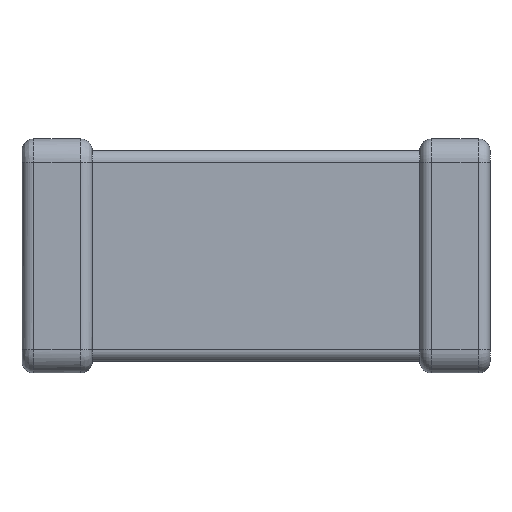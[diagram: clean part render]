
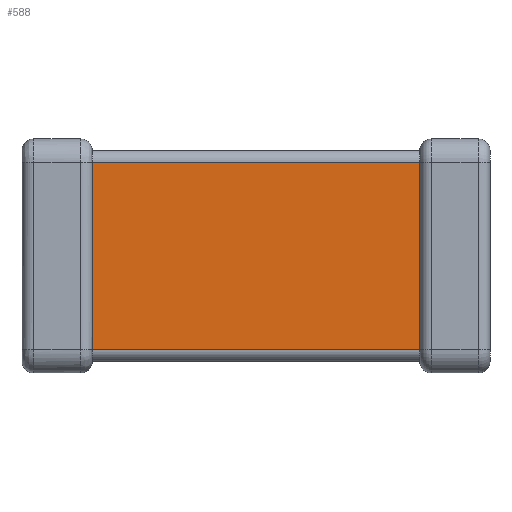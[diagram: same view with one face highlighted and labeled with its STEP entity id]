
A CAD part, front view. The second image highlights one B-rep face of the part: STEP entity #588.
In plain terms, the highlighted planar face has unit normal (0, -1, 0).
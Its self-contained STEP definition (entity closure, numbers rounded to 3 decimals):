
#66 = PLANE('',#67);
#67 = AXIS2_PLACEMENT_3D('',#68,#69,#70);
#68 = CARTESIAN_POINT('',(-0.21,-0.135,0.));
#69 = DIRECTION('',(-1.,0.,0.));
#70 = DIRECTION('',(0.,1.,0.));
#122 = PLANE('',#123);
#123 = AXIS2_PLACEMENT_3D('',#124,#125,#126);
#124 = CARTESIAN_POINT('',(0.21,0.135,0.));
#125 = DIRECTION('',(1.,0.,0.));
#126 = DIRECTION('',(0.,-1.,0.));
#163 = EDGE_CURVE('',#164,#166,#168,.T.);
#164 = VERTEX_POINT('',#165);
#165 = CARTESIAN_POINT('',(-0.21,-0.135,0.015));
#166 = VERTEX_POINT('',#167);
#167 = CARTESIAN_POINT('',(-0.21,-0.135,0.255));
#168 = SURFACE_CURVE('',#169,(#173,#180),.PCURVE_S1.);
#169 = LINE('',#170,#171);
#170 = CARTESIAN_POINT('',(-0.21,-0.135,0.));
#171 = VECTOR('',#172,1.);
#172 = DIRECTION('',(0.,0.,1.));
#173 = PCURVE('',#66,#174);
#174 = DEFINITIONAL_REPRESENTATION('',(#175),#179);
#175 = LINE('',#176,#177);
#176 = CARTESIAN_POINT('',(0.,0.));
#177 = VECTOR('',#178,1.);
#178 = DIRECTION('',(0.,-1.));
#179 = ( GEOMETRIC_REPRESENTATION_CONTEXT(2) 
PARAMETRIC_REPRESENTATION_CONTEXT() REPRESENTATION_CONTEXT('2D SPACE',''
  ) );
#180 = PCURVE('',#181,#186);
#181 = PLANE('',#182);
#182 = AXIS2_PLACEMENT_3D('',#183,#184,#185);
#183 = CARTESIAN_POINT('',(0.21,-0.135,0.));
#184 = DIRECTION('',(0.,-1.,0.));
#185 = DIRECTION('',(-1.,0.,0.));
#186 = DEFINITIONAL_REPRESENTATION('',(#187),#191);
#187 = LINE('',#188,#189);
#188 = CARTESIAN_POINT('',(0.42,0.));
#189 = VECTOR('',#190,1.);
#190 = DIRECTION('',(0.,-1.));
#191 = ( GEOMETRIC_REPRESENTATION_CONTEXT(2) 
PARAMETRIC_REPRESENTATION_CONTEXT() REPRESENTATION_CONTEXT('2D SPACE',''
  ) );
#210 = CYLINDRICAL_SURFACE('',#211,0.015);
#211 = AXIS2_PLACEMENT_3D('',#212,#213,#214);
#212 = CARTESIAN_POINT('',(0.21,-0.12,0.255));
#213 = DIRECTION('',(-1.,0.,0.));
#214 = DIRECTION('',(0.,-1.,0.));
#348 = CYLINDRICAL_SURFACE('',#349,0.015);
#349 = AXIS2_PLACEMENT_3D('',#350,#351,#352);
#350 = CARTESIAN_POINT('',(0.21,-0.12,0.015));
#351 = DIRECTION('',(-1.,0.,0.));
#352 = DIRECTION('',(0.,-1.,0.));
#493 = VERTEX_POINT('',#494);
#494 = CARTESIAN_POINT('',(0.21,-0.135,0.255));
#520 = EDGE_CURVE('',#521,#493,#523,.T.);
#521 = VERTEX_POINT('',#522);
#522 = CARTESIAN_POINT('',(0.21,-0.135,0.015));
#523 = SURFACE_CURVE('',#524,(#528,#535),.PCURVE_S1.);
#524 = LINE('',#525,#526);
#525 = CARTESIAN_POINT('',(0.21,-0.135,0.));
#526 = VECTOR('',#527,1.);
#527 = DIRECTION('',(0.,0.,1.));
#528 = PCURVE('',#122,#529);
#529 = DEFINITIONAL_REPRESENTATION('',(#530),#534);
#530 = LINE('',#531,#532);
#531 = CARTESIAN_POINT('',(0.27,0.));
#532 = VECTOR('',#533,1.);
#533 = DIRECTION('',(0.,-1.));
#534 = ( GEOMETRIC_REPRESENTATION_CONTEXT(2) 
PARAMETRIC_REPRESENTATION_CONTEXT() REPRESENTATION_CONTEXT('2D SPACE',''
  ) );
#535 = PCURVE('',#181,#536);
#536 = DEFINITIONAL_REPRESENTATION('',(#537),#541);
#537 = LINE('',#538,#539);
#538 = CARTESIAN_POINT('',(0.,-0.));
#539 = VECTOR('',#540,1.);
#540 = DIRECTION('',(0.,-1.));
#541 = ( GEOMETRIC_REPRESENTATION_CONTEXT(2) 
PARAMETRIC_REPRESENTATION_CONTEXT() REPRESENTATION_CONTEXT('2D SPACE',''
  ) );
#588 = ADVANCED_FACE('',(#589),#181,.T.);
#589 = FACE_BOUND('',#590,.T.);
#590 = EDGE_LOOP('',(#591,#592,#613,#614));
#591 = ORIENTED_EDGE('',*,*,#520,.T.);
#592 = ORIENTED_EDGE('',*,*,#593,.T.);
#593 = EDGE_CURVE('',#493,#166,#594,.T.);
#594 = SURFACE_CURVE('',#595,(#599,#606),.PCURVE_S1.);
#595 = LINE('',#596,#597);
#596 = CARTESIAN_POINT('',(0.21,-0.135,0.255));
#597 = VECTOR('',#598,1.);
#598 = DIRECTION('',(-1.,0.,0.));
#599 = PCURVE('',#181,#600);
#600 = DEFINITIONAL_REPRESENTATION('',(#601),#605);
#601 = LINE('',#602,#603);
#602 = CARTESIAN_POINT('',(0.,-0.255));
#603 = VECTOR('',#604,1.);
#604 = DIRECTION('',(1.,0.));
#605 = ( GEOMETRIC_REPRESENTATION_CONTEXT(2) 
PARAMETRIC_REPRESENTATION_CONTEXT() REPRESENTATION_CONTEXT('2D SPACE',''
  ) );
#606 = PCURVE('',#210,#607);
#607 = DEFINITIONAL_REPRESENTATION('',(#608),#612);
#608 = LINE('',#609,#610);
#609 = CARTESIAN_POINT('',(0.,0.));
#610 = VECTOR('',#611,1.);
#611 = DIRECTION('',(0.,1.));
#612 = ( GEOMETRIC_REPRESENTATION_CONTEXT(2) 
PARAMETRIC_REPRESENTATION_CONTEXT() REPRESENTATION_CONTEXT('2D SPACE',''
  ) );
#613 = ORIENTED_EDGE('',*,*,#163,.F.);
#614 = ORIENTED_EDGE('',*,*,#615,.F.);
#615 = EDGE_CURVE('',#521,#164,#616,.T.);
#616 = SURFACE_CURVE('',#617,(#621,#628),.PCURVE_S1.);
#617 = LINE('',#618,#619);
#618 = CARTESIAN_POINT('',(0.21,-0.135,0.015));
#619 = VECTOR('',#620,1.);
#620 = DIRECTION('',(-1.,0.,0.));
#621 = PCURVE('',#181,#622);
#622 = DEFINITIONAL_REPRESENTATION('',(#623),#627);
#623 = LINE('',#624,#625);
#624 = CARTESIAN_POINT('',(0.,-0.015));
#625 = VECTOR('',#626,1.);
#626 = DIRECTION('',(1.,0.));
#627 = ( GEOMETRIC_REPRESENTATION_CONTEXT(2) 
PARAMETRIC_REPRESENTATION_CONTEXT() REPRESENTATION_CONTEXT('2D SPACE',''
  ) );
#628 = PCURVE('',#348,#629);
#629 = DEFINITIONAL_REPRESENTATION('',(#630),#634);
#630 = LINE('',#631,#632);
#631 = CARTESIAN_POINT('',(-0.,0.));
#632 = VECTOR('',#633,1.);
#633 = DIRECTION('',(-0.,1.));
#634 = ( GEOMETRIC_REPRESENTATION_CONTEXT(2) 
PARAMETRIC_REPRESENTATION_CONTEXT() REPRESENTATION_CONTEXT('2D SPACE',''
  ) );
